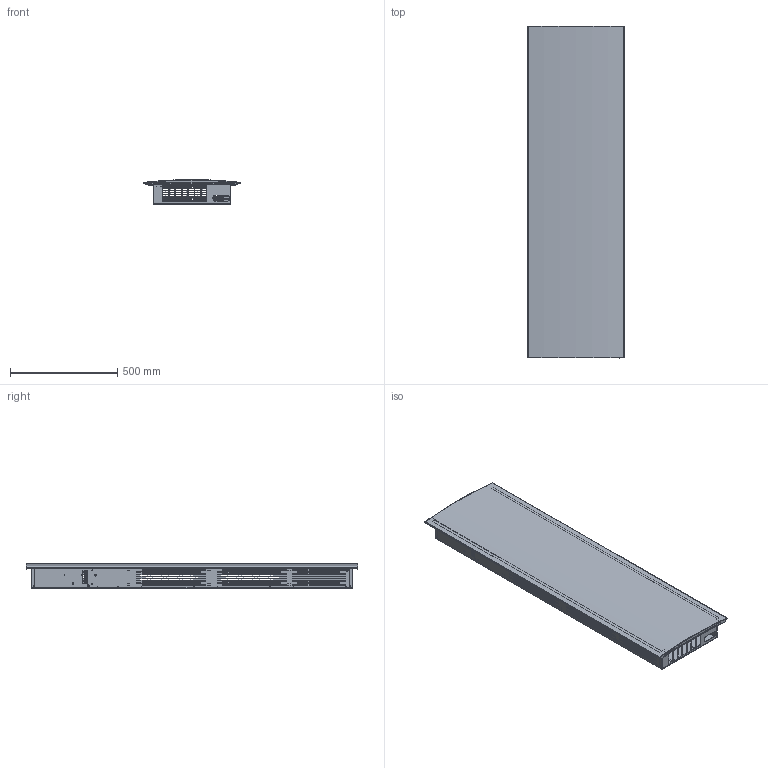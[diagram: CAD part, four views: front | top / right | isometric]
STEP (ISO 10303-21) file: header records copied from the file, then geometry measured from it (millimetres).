
FILE_DESCRIPTION((''),'2;1');
FILE_NAME('_415__ASM','2020-09-04T',('okanashina'),('elara'),'CREO PARAMETRIC BY PTC INC, 2015080','CREO PARAMETRIC BY PTC INC, 2015080','');
FILE_SCHEMA(('AUTOMOTIVE_DESIGN { 1 0 10303 214 1 1 1 1 }'));
Length unit declared in the file: millimetre
Products named in the file (6): _____________415_1; _______________; _______________1; _______415_300_1_2; 205_00_000_10__________1_2; _415__ASM
Assembly tree (8 placements, depth 2):
  _415__ASM
    _____________415_1
    _______________
    _______________1
    _______415_300_1_2
    205_00_000_10__________1_2  x4
Bounding box: 450 x 1550 x 115.99 mm (x, y, z)
Volume: 1652123.6 mm3; surface area: 3381547.4 mm2
Topology: 4 solids, 8 shells, 2372 faces, 6652 edges, 4280 vertices
Faces by surface type: plane 2008, cylinder 317, bspline 36, torus 11
Entity records: 89323 total; most frequent: CARTESIAN_POINT 13891, ORIENTED_EDGE 12554, DIRECTION 11162, EDGE_CURVE 6283, VECTOR 5636, LINE 5636, VERTEX_POINT 4064, EDGE_LOOP 3113
